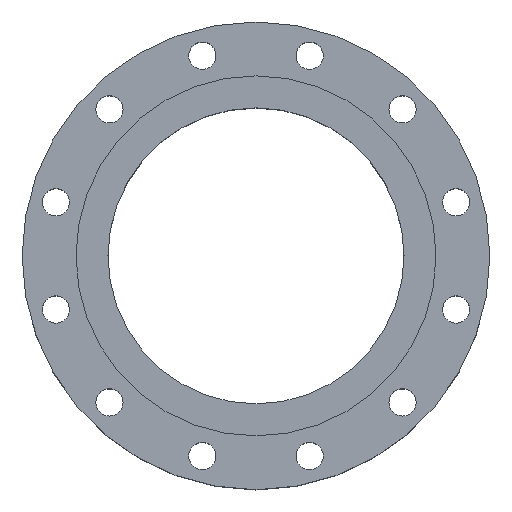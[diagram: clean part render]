
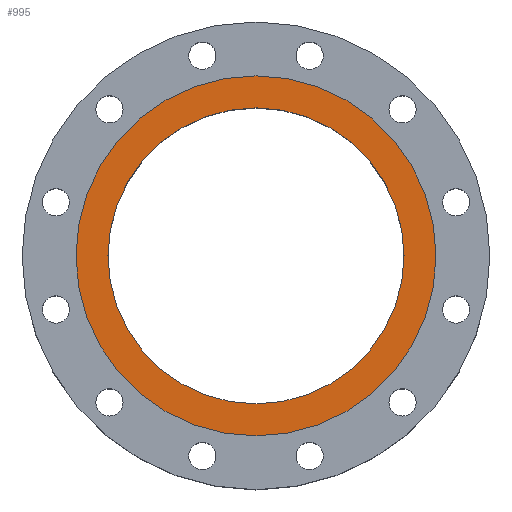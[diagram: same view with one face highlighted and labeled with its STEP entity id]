
A CAD part, top view. The second image highlights one B-rep face of the part: STEP entity #995.
In plain terms, the highlighted planar face has unit normal (0, 0, 1).
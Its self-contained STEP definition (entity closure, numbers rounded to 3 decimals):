
#42=FACE_BOUND('',#189,.T.);
#72=PLANE('',#1152);
#117=FACE_OUTER_BOUND('',#188,.T.);
#188=EDGE_LOOP('',(#847,#848));
#189=EDGE_LOOP('',(#849,#850));
#378=CIRCLE('',#1150,125.);
#379=CIRCLE('',#1151,125.);
#380=CIRCLE('',#1153,152.);
#381=CIRCLE('',#1154,152.);
#484=VERTEX_POINT('',#1762);
#485=VERTEX_POINT('',#1764);
#486=VERTEX_POINT('',#1768);
#487=VERTEX_POINT('',#1769);
#621=EDGE_CURVE('',#485,#484,#378,.T.);
#622=EDGE_CURVE('',#484,#485,#379,.T.);
#623=EDGE_CURVE('',#486,#487,#380,.T.);
#624=EDGE_CURVE('',#487,#486,#381,.T.);
#847=ORIENTED_EDGE('',*,*,#623,.F.);
#848=ORIENTED_EDGE('',*,*,#624,.F.);
#849=ORIENTED_EDGE('',*,*,#621,.T.);
#850=ORIENTED_EDGE('',*,*,#622,.T.);
#995=ADVANCED_FACE('',(#117,#42),#72,.T.);
#1150=AXIS2_PLACEMENT_3D('',#1765,#1462,#1463);
#1151=AXIS2_PLACEMENT_3D('',#1766,#1464,#1465);
#1152=AXIS2_PLACEMENT_3D('',#1767,#1466,#1467);
#1153=AXIS2_PLACEMENT_3D('',#1770,#1468,#1469);
#1154=AXIS2_PLACEMENT_3D('',#1771,#1470,#1471);
#1462=DIRECTION('center_axis',(0.,0.,-1.));
#1463=DIRECTION('ref_axis',(1.,0.,0.));
#1464=DIRECTION('center_axis',(0.,0.,-1.));
#1465=DIRECTION('ref_axis',(1.,0.,0.));
#1466=DIRECTION('center_axis',(0.,0.,1.));
#1467=DIRECTION('ref_axis',(1.,0.,0.));
#1468=DIRECTION('center_axis',(0.,0.,-1.));
#1469=DIRECTION('ref_axis',(1.,0.,0.));
#1470=DIRECTION('center_axis',(0.,0.,-1.));
#1471=DIRECTION('ref_axis',(1.,0.,0.));
#1762=CARTESIAN_POINT('',(0.,-125.,65.));
#1764=CARTESIAN_POINT('',(0.,125.,65.));
#1765=CARTESIAN_POINT('Origin',(0.,0.,65.));
#1766=CARTESIAN_POINT('Origin',(0.,0.,65.));
#1767=CARTESIAN_POINT('Origin',(0.,152.,65.));
#1768=CARTESIAN_POINT('',(0.,152.,65.));
#1769=CARTESIAN_POINT('',(0.,-152.,65.));
#1770=CARTESIAN_POINT('Origin',(0.,0.,65.));
#1771=CARTESIAN_POINT('Origin',(0.,0.,65.));
